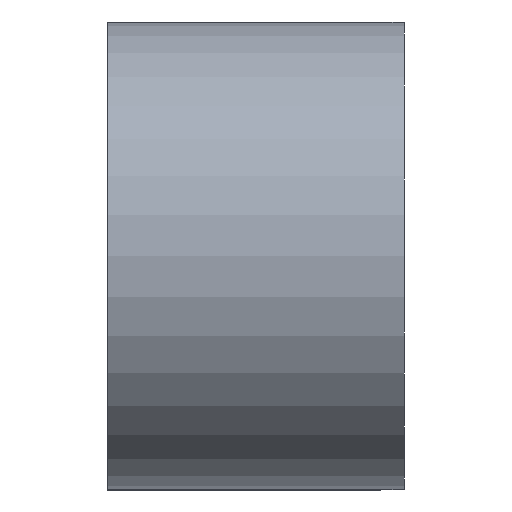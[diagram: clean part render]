
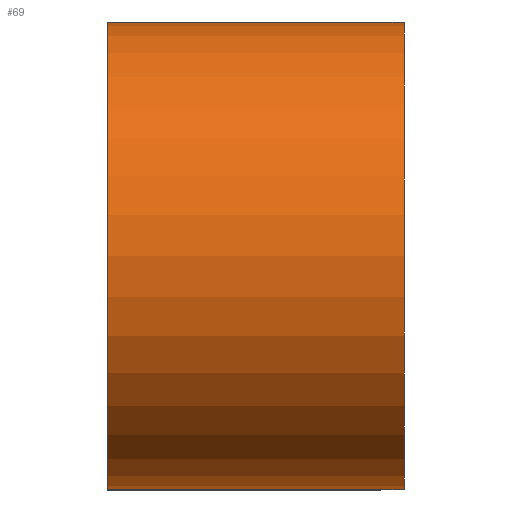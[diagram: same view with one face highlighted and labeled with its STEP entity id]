
A CAD part, front view. The second image highlights one B-rep face of the part: STEP entity #69.
In plain terms, the highlighted cylindrical face has radius 6 mm (diameter 12 mm), a partial arc.
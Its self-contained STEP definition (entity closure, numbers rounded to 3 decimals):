
#27 = ORIENTED_EDGE ( 'NONE', *, *, #726, .T. ) ;
#30 = AXIS2_PLACEMENT_3D ( 'NONE', #608, #51, #284 ) ;
#51 = DIRECTION ( 'NONE',  ( 1., 0., 0. ) ) ;
#58 = VECTOR ( 'NONE', #153, 1000. ) ;
#69 = ADVANCED_FACE ( 'NONE', ( #481 ), #638, .T. ) ;
#80 = EDGE_CURVE ( 'NONE', #292, #547, #701, .T. ) ;
#100 = DIRECTION ( 'NONE',  ( 1., 0., 0. ) ) ;
#108 = AXIS2_PLACEMENT_3D ( 'NONE', #616, #100, #271 ) ;
#115 = DIRECTION ( 'NONE',  ( 0., 0., 1. ) ) ;
#116 = LINE ( 'NONE', #159, #577 ) ;
#119 = VECTOR ( 'NONE', #626, 1000. ) ;
#139 = EDGE_LOOP ( 'NONE', ( #735, #415, #198, #27, #507, #610 ) ) ;
#147 = CARTESIAN_POINT ( 'NONE',  ( 7., 0., 6. ) ) ;
#153 = DIRECTION ( 'NONE',  ( -1., 0., 0. ) ) ;
#159 = CARTESIAN_POINT ( 'NONE',  ( 7., 0., 6. ) ) ;
#161 = EDGE_CURVE ( 'NONE', #527, #292, #490, .T. ) ;
#180 = AXIS2_PLACEMENT_3D ( 'NONE', #296, #519, #115 ) ;
#198 = ORIENTED_EDGE ( 'NONE', *, *, #516, .T. ) ;
#214 = CARTESIAN_POINT ( 'NONE',  ( 7., 0., -6. ) ) ;
#245 = EDGE_CURVE ( 'NONE', #395, #527, #540, .T. ) ;
#252 = VECTOR ( 'NONE', #372, 1000. ) ;
#271 = DIRECTION ( 'NONE',  ( 0., 0., -1. ) ) ;
#280 = EDGE_CURVE ( 'NONE', #558, #547, #632, .T. ) ;
#284 = DIRECTION ( 'NONE',  ( 0., 0., -1. ) ) ;
#286 = CARTESIAN_POINT ( 'NONE',  ( 0., 0., -6. ) ) ;
#292 = VERTEX_POINT ( 'NONE', #214 ) ;
#296 = CARTESIAN_POINT ( 'NONE',  ( 7., 0., 0. ) ) ;
#322 = CARTESIAN_POINT ( 'NONE',  ( 7., 0., -6. ) ) ;
#372 = DIRECTION ( 'NONE',  ( -1., 0., 0. ) ) ;
#395 = VERTEX_POINT ( 'NONE', #641 ) ;
#415 = ORIENTED_EDGE ( 'NONE', *, *, #245, .F. ) ;
#481 = FACE_OUTER_BOUND ( 'NONE', #139, .T. ) ;
#490 = LINE ( 'NONE', #322, #252 ) ;
#507 = ORIENTED_EDGE ( 'NONE', *, *, #280, .T. ) ;
#516 = EDGE_CURVE ( 'NONE', #395, #567, #116, .T. ) ;
#519 = DIRECTION ( 'NONE',  ( -1., 0., 0. ) ) ;
#522 = CARTESIAN_POINT ( 'NONE',  ( 0., 0., 6. ) ) ;
#527 = VERTEX_POINT ( 'NONE', #680 ) ;
#540 = CIRCLE ( 'NONE', #30, 6. ) ;
#547 = VERTEX_POINT ( 'NONE', #286 ) ;
#558 = VERTEX_POINT ( 'NONE', #522 ) ;
#567 = VERTEX_POINT ( 'NONE', #704 ) ;
#577 = VECTOR ( 'NONE', #684, 1000. ) ;
#608 = CARTESIAN_POINT ( 'NONE',  ( 7.6, 0., 0. ) ) ;
#610 = ORIENTED_EDGE ( 'NONE', *, *, #80, .F. ) ;
#616 = CARTESIAN_POINT ( 'NONE',  ( 0., 0., 0. ) ) ;
#626 = DIRECTION ( 'NONE',  ( -1., 0., 0. ) ) ;
#629 = CARTESIAN_POINT ( 'NONE',  ( 7., 0., -6. ) ) ;
#632 = CIRCLE ( 'NONE', #108, 6. ) ;
#638 = CYLINDRICAL_SURFACE ( 'NONE', #180, 6. ) ;
#641 = CARTESIAN_POINT ( 'NONE',  ( 7.6, 0., 6. ) ) ;
#659 = LINE ( 'NONE', #147, #58 ) ;
#680 = CARTESIAN_POINT ( 'NONE',  ( 7.6, 0., -6. ) ) ;
#684 = DIRECTION ( 'NONE',  ( -1., 0., 0. ) ) ;
#701 = LINE ( 'NONE', #629, #119 ) ;
#704 = CARTESIAN_POINT ( 'NONE',  ( 7., 0., 6. ) ) ;
#726 = EDGE_CURVE ( 'NONE', #567, #558, #659, .T. ) ;
#735 = ORIENTED_EDGE ( 'NONE', *, *, #161, .F. ) ;
